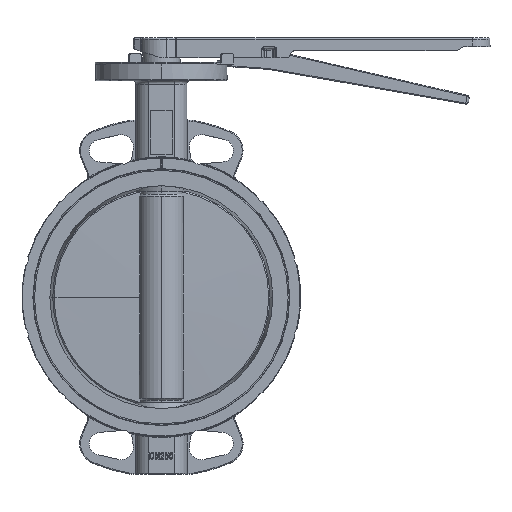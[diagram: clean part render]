
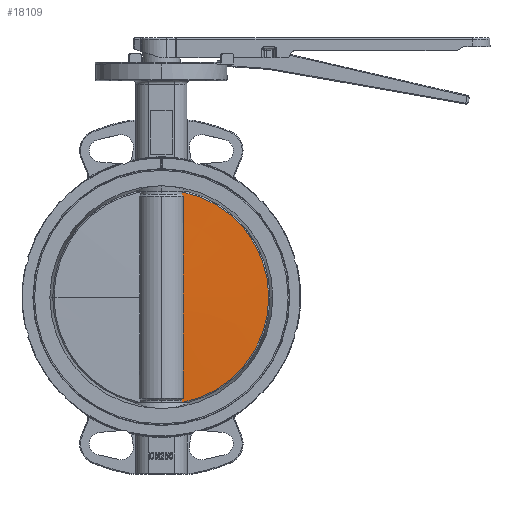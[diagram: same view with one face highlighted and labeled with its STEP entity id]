
A CAD part, top view. The second image highlights one B-rep face of the part: STEP entity #18109.
In plain terms, the highlighted conical face has half-angle 88.82 degrees and reference radius 122.518 mm.
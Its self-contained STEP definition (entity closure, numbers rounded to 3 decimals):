
#707 = CARTESIAN_POINT ( 'NONE',  ( 23.228, -118.365, 6.039 ) ) ;
#919 = CARTESIAN_POINT ( 'NONE',  ( 25.277, 115.4, 6.09 ) ) ;
#1034 = CARTESIAN_POINT ( 'NONE',  ( 24.734, 9.618, 8.014 ) ) ;
#1423 = EDGE_CURVE ( 'NONE', #23785, #21264, #10432, .T. ) ;
#1601 = CARTESIAN_POINT ( 'NONE',  ( 23.908, -116.734, 6.069 ) ) ;
#1780 = CARTESIAN_POINT ( 'NONE',  ( 23.238, -120.294, 6. ) ) ;
#1973 = B_SPLINE_CURVE_WITH_KNOTS ( 'NONE', 3,
 ( #18064, #4713, #12348, #919 ),
 .UNSPECIFIED., .F., .F.,
 ( 4, 4 ),
 ( 0.005, 0.008 ),
 .UNSPECIFIED. ) ;
#2279 = CARTESIAN_POINT ( 'NONE',  ( 25.277, 115.4, 6.09 ) ) ;
#2983 = CARTESIAN_POINT ( 'NONE',  ( 24.774, -19.238, 7.89 ) ) ;
#3305 = ORIENTED_EDGE ( 'NONE', *, *, #16051, .T. ) ;
#4627 = CARTESIAN_POINT ( 'NONE',  ( 25.277, -115.4, 6.09 ) ) ;
#4713 = CARTESIAN_POINT ( 'NONE',  ( 23.908, 116.734, 6.069 ) ) ;
#4911 = CARTESIAN_POINT ( 'NONE',  ( 24.922, -48.088, 7.411 ) ) ;
#5570 = CARTESIAN_POINT ( 'NONE',  ( 23.223, 117.4, 6.059 ) ) ;
#5852 = CIRCLE ( 'NONE', #16084, 122.518 ) ;
#6813 = CARTESIAN_POINT ( 'NONE',  ( 25.183, -96.168, 6.478 ) ) ;
#7394 = EDGE_CURVE ( 'NONE', #13722, #21264, #21457, .T. ) ;
#7914 = CONICAL_SURFACE ( 'NONE', #16319, 122.518, 1.55 ) ;
#8108 = EDGE_CURVE ( 'NONE', #13722, #17114, #5852, .T. ) ;
#8314 = CARTESIAN_POINT ( 'NONE',  ( 23.233, -119.329, 6.02 ) ) ;
#8508 = FACE_OUTER_BOUND ( 'NONE', #15525, .T. ) ;
#8808 = DIRECTION ( 'NONE',  ( -1., 0., 0. ) ) ;
#9378 = CARTESIAN_POINT ( 'NONE',  ( 23.238, 120.294, 6. ) ) ;
#9574 = B_SPLINE_CURVE_WITH_KNOTS ( 'NONE', 3,
 ( #10462, #21944, #22032, #10548, #23960, #12446, #1034, #14359, #2983, #16318, #4911, #18246, #6813, #20200 ),
 .UNSPECIFIED., .F., .F.,
 ( 4, 2, 2, 2, 2, 2, 4 ),
 ( 0.017, 0.075, 0.104, 0.132, 0.161, 0.19, 0.248 ),
 .UNSPECIFIED. ) ;
#10432 = B_SPLINE_CURVE_WITH_KNOTS ( 'NONE', 3,
 ( #14936, #18725, #1601, #16883 ),
 .UNSPECIFIED., .F., .F.,
 ( 4, 4 ),
 ( 0., 0.003 ),
 .UNSPECIFIED. ) ;
#10462 = CARTESIAN_POINT ( 'NONE',  ( 25.277, 115.4, 6.09 ) ) ;
#10548 = CARTESIAN_POINT ( 'NONE',  ( 24.922, 48.086, 7.411 ) ) ;
#10581 = CARTESIAN_POINT ( 'NONE',  ( 23.223, 117.4, 6.059 ) ) ;
#11428 = CARTESIAN_POINT ( 'NONE',  ( 0., 0., 6. ) ) ;
#12348 = CARTESIAN_POINT ( 'NONE',  ( 24.593, 116.067, 6.08 ) ) ;
#12446 = CARTESIAN_POINT ( 'NONE',  ( 24.774, 19.235, 7.89 ) ) ;
#12622 = DIRECTION ( 'NONE',  ( 0., 0., -1. ) ) ;
#13339 = DIRECTION ( 'NONE',  ( 1., 0., 0. ) ) ;
#13722 = VERTEX_POINT ( 'NONE', #1780 ) ;
#14037 = CARTESIAN_POINT ( 'NONE',  ( 23.223, -117.4, 6.059 ) ) ;
#14039 = ORIENTED_EDGE ( 'NONE', *, *, #7394, .F. ) ;
#14359 = CARTESIAN_POINT ( 'NONE',  ( 24.734, -9.621, 8.014 ) ) ;
#14360 = VERTEX_POINT ( 'NONE', #10581 ) ;
#14722 = ORIENTED_EDGE ( 'NONE', *, *, #16281, .T. ) ;
#14936 = CARTESIAN_POINT ( 'NONE',  ( 25.277, -115.4, 6.09 ) ) ;
#15473 = CARTESIAN_POINT ( 'NONE',  ( 23.223, -117.4, 6.059 ) ) ;
#15525 = EDGE_LOOP ( 'NONE', ( #14039, #22275, #20635, #14722, #3305, #23543 ) ) ;
#16051 = EDGE_CURVE ( 'NONE', #20445, #23785, #9574, .T. ) ;
#16084 = AXIS2_PLACEMENT_3D ( 'NONE', #11428, #24867, #13339 ) ;
#16281 = EDGE_CURVE ( 'NONE', #14360, #20445, #1973, .T. ) ;
#16318 = CARTESIAN_POINT ( 'NONE',  ( 24.868, -38.472, 7.589 ) ) ;
#16319 = AXIS2_PLACEMENT_3D ( 'NONE', #24147, #12622, #8808 ) ;
#16633 = B_SPLINE_CURVE_WITH_KNOTS ( 'NONE', 3,
 ( #5570, #16981, #20859, #9378 ),
 .UNSPECIFIED., .F., .F.,
 ( 4, 4 ),
 ( 0.263, 0.265 ),
 .UNSPECIFIED. ) ;
#16883 = CARTESIAN_POINT ( 'NONE',  ( 23.223, -117.4, 6.059 ) ) ;
#16981 = CARTESIAN_POINT ( 'NONE',  ( 23.228, 118.365, 6.039 ) ) ;
#17114 = VERTEX_POINT ( 'NONE', #21380 ) ;
#18064 = CARTESIAN_POINT ( 'NONE',  ( 23.223, 117.4, 6.059 ) ) ;
#18109 = ADVANCED_FACE ( 'NONE', ( #8508 ), #7914, .T. ) ;
#18246 = CARTESIAN_POINT ( 'NONE',  ( 25.08, -76.936, 6.864 ) ) ;
#18725 = CARTESIAN_POINT ( 'NONE',  ( 24.593, -116.067, 6.08 ) ) ;
#20200 = CARTESIAN_POINT ( 'NONE',  ( 25.277, -115.4, 6.09 ) ) ;
#20445 = VERTEX_POINT ( 'NONE', #2279 ) ;
#20635 = ORIENTED_EDGE ( 'NONE', *, *, #22185, .F. ) ;
#20859 = CARTESIAN_POINT ( 'NONE',  ( 23.233, 119.329, 6.02 ) ) ;
#21264 = VERTEX_POINT ( 'NONE', #15473 ) ;
#21380 = CARTESIAN_POINT ( 'NONE',  ( 23.238, 120.294, 6. ) ) ;
#21457 = B_SPLINE_CURVE_WITH_KNOTS ( 'NONE', 3,
 ( #23644, #8314, #707, #14037 ),
 .UNSPECIFIED., .F., .F.,
 ( 4, 4 ),
 ( 0.025, 0.028 ),
 .UNSPECIFIED. ) ;
#21944 = CARTESIAN_POINT ( 'NONE',  ( 25.183, 96.167, 6.478 ) ) ;
#22032 = CARTESIAN_POINT ( 'NONE',  ( 25.08, 76.935, 6.864 ) ) ;
#22185 = EDGE_CURVE ( 'NONE', #14360, #17114, #16633, .T. ) ;
#22275 = ORIENTED_EDGE ( 'NONE', *, *, #8108, .T. ) ;
#23543 = ORIENTED_EDGE ( 'NONE', *, *, #1423, .T. ) ;
#23644 = CARTESIAN_POINT ( 'NONE',  ( 23.238, -120.294, 6. ) ) ;
#23785 = VERTEX_POINT ( 'NONE', #4627 ) ;
#23960 = CARTESIAN_POINT ( 'NONE',  ( 24.868, 38.469, 7.589 ) ) ;
#24147 = CARTESIAN_POINT ( 'NONE',  ( 0., 0., 6. ) ) ;
#24867 = DIRECTION ( 'NONE',  ( 0., 0., 1. ) ) ;
